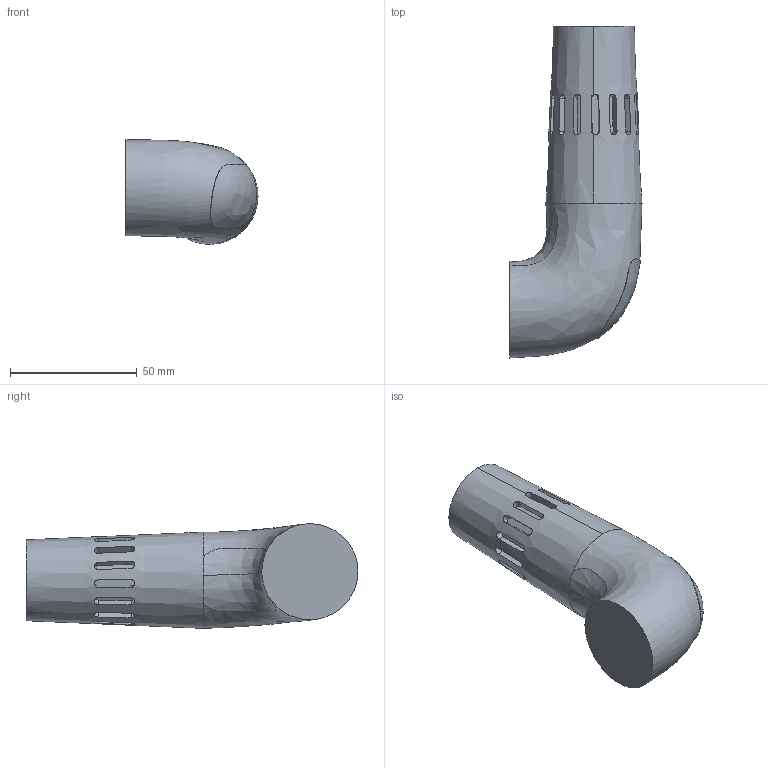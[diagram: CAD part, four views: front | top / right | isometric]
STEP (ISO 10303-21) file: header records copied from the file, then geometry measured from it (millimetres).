
FILE_DESCRIPTION (( 'STEP AP203' ), '1' );
FILE_NAME ('p6_Default_sldprt.STEP', '2024-01-07T19:18:54', ( '' ), ( '' ), 'SwSTEP 2.0', 'SolidWorks 2021', '' );
FILE_SCHEMA (( 'CONFIG_CONTROL_DESIGN' ));
Length unit declared in the file: millimetre
Products named in the file (1): p6_Default_sldprt
Bounding box: 52.17 x 131.19 x 41.39 mm (x, y, z)
Volume: 139712.6 mm3; surface area: 18836.4 mm2
Topology: 1 solids, 1 shells, 91 faces, 247 edges, 173 vertices
Faces by surface type: bspline 72, cone 17, plane 2
Entity records: 6639 total; most frequent: CARTESIAN_POINT 4907, ORIENTED_EDGE 494, EDGE_CURVE 247, B_SPLINE_CURVE_WITH_KNOTS 234, VERTEX_POINT 173, EDGE_LOOP 106, FACE_OUTER_BOUND 91, ADVANCED_FACE 91
